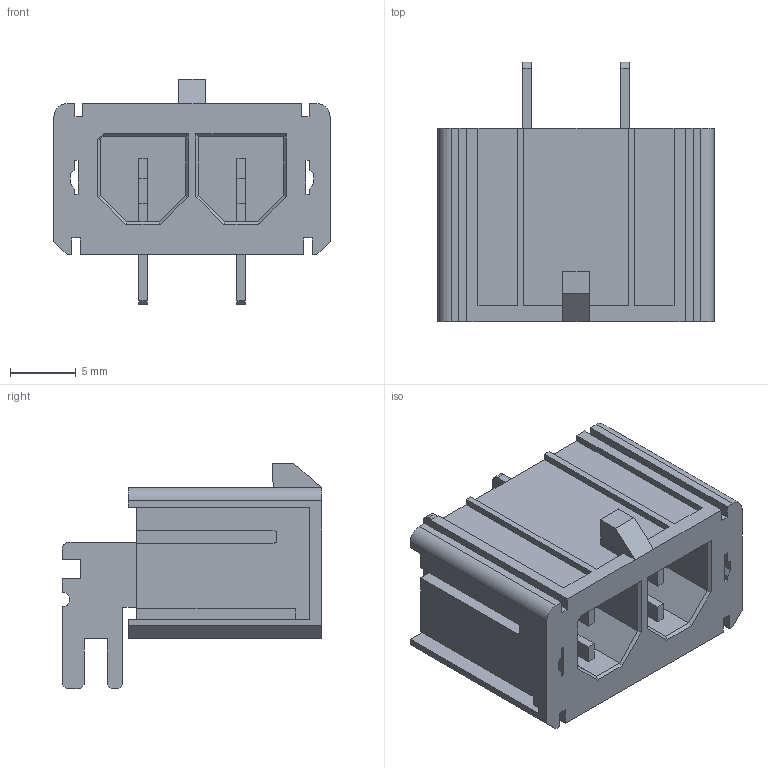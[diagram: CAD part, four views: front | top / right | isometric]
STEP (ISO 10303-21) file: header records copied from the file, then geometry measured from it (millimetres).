
FILE_DESCRIPTION (( 'STEP AP214' ), '1' );
FILE_NAME ('CONN-TH_431601102.step', '2022-08-03T17:14:01', ( '' ), ( '' ), 'SwSTEP 2.0', 'SolidWorks 2020', '' );
FILE_SCHEMA (( 'AUTOMOTIVE_DESIGN' ));
Length unit declared in the file: millimetre
Products named in the file (1): CONN-TH_431601102
Bounding box: 21.08 x 19.78 x 17.2 mm (x, y, z)
Volume: 2359.5 mm3; surface area: 2820.3 mm2
Topology: 14 solids, 14 shells, 468 faces, 1272 edges, 843 vertices
Faces by surface type: plane 344, bspline 114, cylinder 10
Entity records: 20025 total; most frequent: CARTESIAN_POINT 4946, ORIENTED_EDGE 2544, DIRECTION 1770, EDGE_CURVE 1272, VECTOR 1020, LINE 1020, VERTEX_POINT 843, EDGE_LOOP 495
